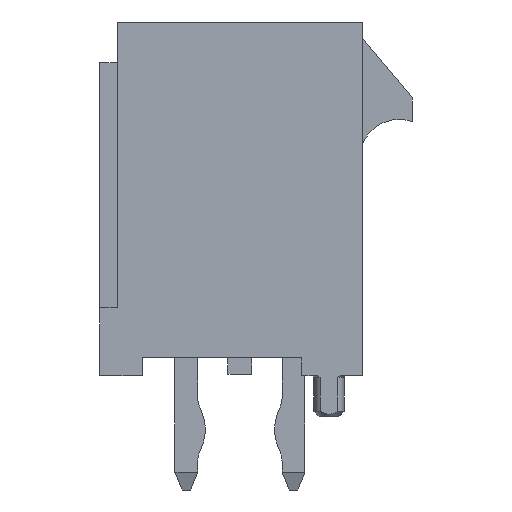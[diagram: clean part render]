
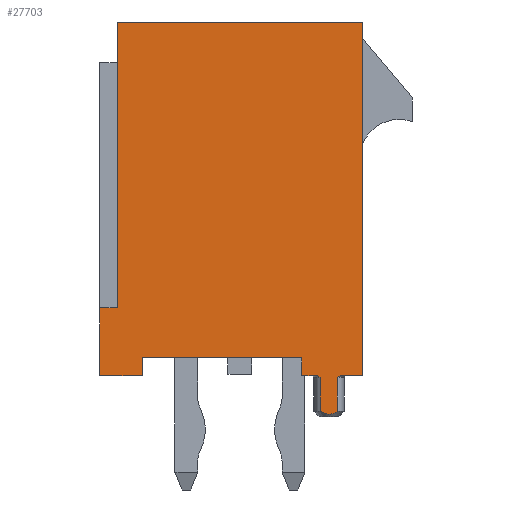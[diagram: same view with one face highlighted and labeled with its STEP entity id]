
A CAD part, left-side view. The second image highlights one B-rep face of the part: STEP entity #27703.
In plain terms, the highlighted face is planar.
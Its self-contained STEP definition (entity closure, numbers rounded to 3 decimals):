
#171=B_SPLINE_CURVE_WITH_KNOTS('',3,(#36192,#36193,#36194,#36195),
 .UNSPECIFIED.,.F.,.F.,(4,4),(0.,0.),
 .UNSPECIFIED.);
#175=B_SPLINE_CURVE_WITH_KNOTS('',3,(#36221,#36222,#36223,#36224),
 .UNSPECIFIED.,.F.,.F.,(4,4),(0.,0.),.UNSPECIFIED.);
#178=B_SPLINE_CURVE_WITH_KNOTS('',3,(#36245,#36246,#36247,#36248),
 .UNSPECIFIED.,.F.,.F.,(4,4),(0.,1.),.UNSPECIFIED.);
#2169=ORIENTED_EDGE('',*,*,#6757,.F.);
#2170=ORIENTED_EDGE('',*,*,#6752,.T.);
#2171=ORIENTED_EDGE('',*,*,#6755,.T.);
#2172=ORIENTED_EDGE('',*,*,#6745,.T.);
#2173=ORIENTED_EDGE('',*,*,#7528,.T.);
#2174=ORIENTED_EDGE('',*,*,#7526,.T.);
#2175=ORIENTED_EDGE('',*,*,#7529,.T.);
#2176=ORIENTED_EDGE('',*,*,#7530,.T.);
#2177=ORIENTED_EDGE('',*,*,#6766,.F.);
#2178=ORIENTED_EDGE('',*,*,#6761,.T.);
#2179=ORIENTED_EDGE('',*,*,#7531,.T.);
#2180=ORIENTED_EDGE('',*,*,#7507,.F.);
#2181=ORIENTED_EDGE('',*,*,#7532,.T.);
#2182=ORIENTED_EDGE('',*,*,#6840,.F.);
#2183=ORIENTED_EDGE('',*,*,#7533,.T.);
#2184=ORIENTED_EDGE('',*,*,#6737,.T.);
#6737=EDGE_CURVE('',#9607,#9608,#171,.T.);
#6745=EDGE_CURVE('',#9614,#9615,#175,.T.);
#6752=EDGE_CURVE('',#9621,#9620,#178,.T.);
#6755=EDGE_CURVE('',#9620,#9614,#11546,.T.);
#6757=EDGE_CURVE('',#9621,#9608,#11548,.T.);
#6761=EDGE_CURVE('',#9623,#9625,#11552,.T.);
#6766=EDGE_CURVE('',#9623,#9628,#11557,.T.);
#6840=EDGE_CURVE('',#9686,#9684,#11631,.T.);
#7507=EDGE_CURVE('',#10150,#10149,#12281,.T.);
#7526=EDGE_CURVE('',#10164,#10163,#12300,.T.);
#7528=EDGE_CURVE('',#9615,#10164,#12302,.T.);
#7529=EDGE_CURVE('',#10163,#10165,#12303,.T.);
#7530=EDGE_CURVE('',#10165,#9628,#12304,.T.);
#7531=EDGE_CURVE('',#9625,#10149,#12305,.T.);
#7532=EDGE_CURVE('',#10150,#9684,#12306,.T.);
#7533=EDGE_CURVE('',#9686,#9607,#12307,.T.);
#9607=VERTEX_POINT('',#36196);
#9608=VERTEX_POINT('',#36197);
#9614=VERTEX_POINT('',#36225);
#9615=VERTEX_POINT('',#36226);
#9620=VERTEX_POINT('',#36244);
#9621=VERTEX_POINT('',#36249);
#9623=VERTEX_POINT('',#36262);
#9625=VERTEX_POINT('',#36266);
#9628=VERTEX_POINT('',#36276);
#9684=VERTEX_POINT('',#36425);
#9686=VERTEX_POINT('',#36429);
#10149=VERTEX_POINT('',#37756);
#10150=VERTEX_POINT('',#37761);
#10163=VERTEX_POINT('',#37799);
#10164=VERTEX_POINT('',#37801);
#10165=VERTEX_POINT('',#37806);
#11546=LINE('',#36254,#14372);
#11548=LINE('',#36258,#14374);
#11552=LINE('',#36267,#14378);
#11557=LINE('',#36277,#14383);
#11631=LINE('',#36430,#14457);
#12281=LINE('',#37762,#15107);
#12300=LINE('',#37800,#15126);
#12302=LINE('',#37804,#15128);
#12303=LINE('',#37805,#15129);
#12304=LINE('',#37807,#15130);
#12305=LINE('',#37808,#15131);
#12306=LINE('',#37809,#15132);
#12307=LINE('',#37810,#15133);
#14372=VECTOR('',#30553,1000.);
#14374=VECTOR('',#30559,1000.);
#14378=VECTOR('',#30565,1000.);
#14383=VECTOR('',#30574,1000.);
#14457=VECTOR('',#30690,1000.);
#15107=VECTOR('',#31712,1000.);
#15126=VECTOR('',#31743,1000.);
#15128=VECTOR('',#31747,1000.);
#15129=VECTOR('',#31748,1000.);
#15130=VECTOR('',#31749,1000.);
#15131=VECTOR('',#31750,1000.);
#15132=VECTOR('',#31751,1000.);
#15133=VECTOR('',#31752,1000.);
#16885=EDGE_LOOP('',(#2169,#2170,#2171,#2172,#2173,#2174,#2175,#2176,#2177,
#2178,#2179,#2180,#2181,#2182,#2183,#2184));
#18017=FACE_BOUND('',#16885,.T.);
#19111=PLANE('',#28805);
#27703=ADVANCED_FACE('',(#18017),#19111,.T.);
#28805=AXIS2_PLACEMENT_3D('',#37803,#31745,#31746);
#30553=DIRECTION('',(0.,0.,1.));
#30559=DIRECTION('',(0.,0.,1.));
#30565=DIRECTION('',(0.,0.,-1.));
#30574=DIRECTION('',(-1.,0.,0.));
#30690=DIRECTION('',(0.,0.,1.));
#31712=DIRECTION('',(0.,0.,-1.));
#31743=DIRECTION('',(0.,0.,1.));
#31745=DIRECTION('',(0.,1.,0.));
#31746=DIRECTION('',(0.,0.,1.));
#31747=DIRECTION('',(-1.,0.,0.));
#31748=DIRECTION('',(1.,0.,0.));
#31749=DIRECTION('',(0.,0.,-1.));
#31750=DIRECTION('',(-1.,0.,0.));
#31751=DIRECTION('',(-1.,0.,0.));
#31752=DIRECTION('',(-1.,0.,0.));
#36192=CARTESIAN_POINT('',(-2.169,19.85,-4.95));
#36193=CARTESIAN_POINT('',(-2.195,19.85,-4.968));
#36194=CARTESIAN_POINT('',(-2.222,19.85,-4.984));
#36195=CARTESIAN_POINT('',(-2.249,19.85,-5.));
#36196=CARTESIAN_POINT('',(-2.169,19.85,-4.95));
#36197=CARTESIAN_POINT('',(-2.249,19.85,-5.));
#36221=CARTESIAN_POINT('',(-2.731,19.85,-5.));
#36222=CARTESIAN_POINT('',(-2.758,19.85,-4.984));
#36223=CARTESIAN_POINT('',(-2.785,19.85,-4.968));
#36224=CARTESIAN_POINT('',(-2.811,19.85,-4.95));
#36225=CARTESIAN_POINT('',(-2.731,19.85,-5.));
#36226=CARTESIAN_POINT('',(-2.811,19.85,-4.95));
#36244=CARTESIAN_POINT('',(-2.731,19.85,-5.95));
#36245=CARTESIAN_POINT('',(-2.249,19.85,-5.95));
#36246=CARTESIAN_POINT('',(-2.424,19.85,-6.05));
#36247=CARTESIAN_POINT('',(-2.554,19.85,-6.05));
#36248=CARTESIAN_POINT('',(-2.731,19.85,-5.95));
#36249=CARTESIAN_POINT('',(-2.249,19.85,-5.95));
#36254=CARTESIAN_POINT('',(-2.731,19.85,-6.1));
#36258=CARTESIAN_POINT('',(-2.249,19.85,-6.1));
#36262=CARTESIAN_POINT('',(3.93,19.85,-3.05));
#36266=CARTESIAN_POINT('',(3.93,19.85,-4.95));
#36267=CARTESIAN_POINT('',(3.93,19.85,-3.05));
#36276=CARTESIAN_POINT('',(3.43,19.85,-3.05));
#36277=CARTESIAN_POINT('',(3.93,19.85,-3.05));
#36425=CARTESIAN_POINT('',(-1.73,19.85,-4.45));
#36429=CARTESIAN_POINT('',(-1.73,19.85,-4.95));
#36430=CARTESIAN_POINT('',(-1.73,19.85,-4.95));
#37756=CARTESIAN_POINT('',(2.73,19.85,-4.95));
#37761=CARTESIAN_POINT('',(2.73,19.85,-4.45));
#37762=CARTESIAN_POINT('',(2.73,19.85,-4.45));
#37799=CARTESIAN_POINT('',(-3.43,19.85,4.95));
#37800=CARTESIAN_POINT('',(-3.43,19.85,-4.95));
#37801=CARTESIAN_POINT('',(-3.43,19.85,-4.95));
#37803=CARTESIAN_POINT('',(0.,19.85,0.));
#37804=CARTESIAN_POINT('',(3.43,19.85,-4.95));
#37805=CARTESIAN_POINT('',(-3.43,19.85,4.95));
#37806=CARTESIAN_POINT('',(3.43,19.85,4.95));
#37807=CARTESIAN_POINT('',(3.43,19.85,4.95));
#37808=CARTESIAN_POINT('',(3.43,19.85,-4.95));
#37809=CARTESIAN_POINT('',(-2.73,19.85,-4.45));
#37810=CARTESIAN_POINT('',(3.43,19.85,-4.95));
